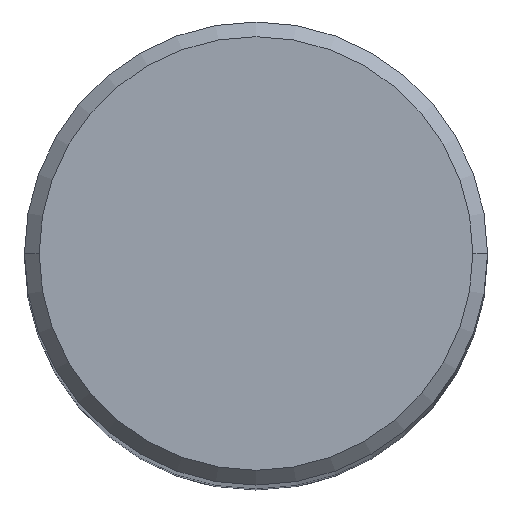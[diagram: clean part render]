
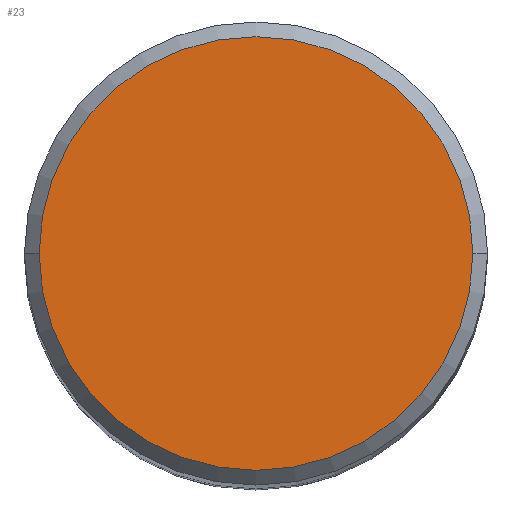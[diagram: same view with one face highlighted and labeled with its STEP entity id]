
A CAD part, top view. The second image highlights one B-rep face of the part: STEP entity #23.
In plain terms, the highlighted planar face has unit normal (0, 0, 1).
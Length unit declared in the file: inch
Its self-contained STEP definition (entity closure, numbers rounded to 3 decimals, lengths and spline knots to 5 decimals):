
#19 = FACE_OUTER_BOUND ( 'NONE', #55, .T. ) ;
#23 = ADVANCED_FACE ( 'NONE', ( #19 ), #215, .T. ) ;
#25 = EDGE_CURVE ( 'NONE', #99, #77, #175, .T. ) ;
#47 = DIRECTION ( 'NONE',  ( 0., 0., 1. ) ) ;
#55 = EDGE_LOOP ( 'NONE', ( #133, #269 ) ) ;
#69 = DIRECTION ( 'NONE',  ( 1., 0., 0. ) ) ;
#77 = VERTEX_POINT ( 'NONE', #119 ) ;
#78 = EDGE_CURVE ( 'NONE', #77, #99, #238, .T. ) ;
#99 = VERTEX_POINT ( 'NONE', #209 ) ;
#119 = CARTESIAN_POINT ( 'NONE',  ( 0.22122, 0., 3.26772 ) ) ;
#123 = CARTESIAN_POINT ( 'NONE',  ( 0., 0., 3.26772 ) ) ;
#133 = ORIENTED_EDGE ( 'NONE', *, *, #25, .T. ) ;
#175 = CIRCLE ( 'NONE', #189, 0.22122 ) ;
#189 = AXIS2_PLACEMENT_3D ( 'NONE', #193, #47, #296 ) ;
#193 = CARTESIAN_POINT ( 'NONE',  ( 0., 0., 3.26772 ) ) ;
#209 = CARTESIAN_POINT ( 'NONE',  ( -0.22122, 0., 3.26772 ) ) ;
#215 = PLANE ( 'NONE',  #251 ) ;
#217 = CARTESIAN_POINT ( 'NONE',  ( 0., 0., 3.26772 ) ) ;
#233 = AXIS2_PLACEMENT_3D ( 'NONE', #217, #318, #69 ) ;
#238 = CIRCLE ( 'NONE', #233, 0.22122 ) ;
#251 = AXIS2_PLACEMENT_3D ( 'NONE', #123, #293, #273 ) ;
#269 = ORIENTED_EDGE ( 'NONE', *, *, #78, .T. ) ;
#273 = DIRECTION ( 'NONE',  ( 1., 0., 0. ) ) ;
#293 = DIRECTION ( 'NONE',  ( 0., 0., 1. ) ) ;
#296 = DIRECTION ( 'NONE',  ( 1., 0., 0. ) ) ;
#318 = DIRECTION ( 'NONE',  ( 0., 0., 1. ) ) ;
